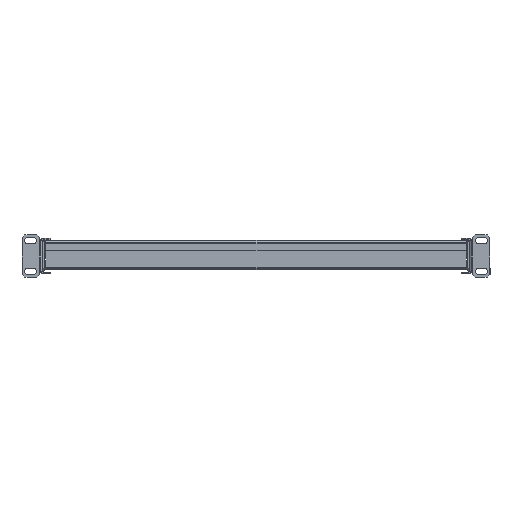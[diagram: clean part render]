
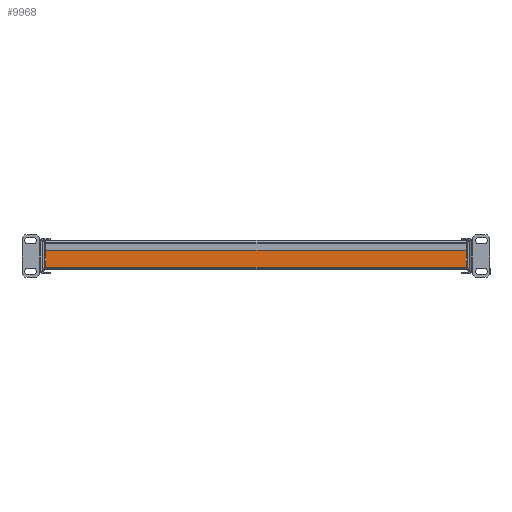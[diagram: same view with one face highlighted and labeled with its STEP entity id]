
A CAD part, left-side view. The second image highlights one B-rep face of the part: STEP entity #9968.
In plain terms, the highlighted planar face has unit normal (-1, 0, 0).
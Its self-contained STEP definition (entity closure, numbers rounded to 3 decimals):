
#1063 = CARTESIAN_POINT ( 'NONE',  ( 0., 434., -2.4 ) ) ;
#2584 = CARTESIAN_POINT ( 'NONE',  ( 0., 0., -28. ) ) ;
#3532 = LINE ( 'NONE', #21750, #9274 ) ;
#3894 = CARTESIAN_POINT ( 'NONE',  ( 0., 434., -28. ) ) ;
#4682 = EDGE_CURVE ( 'NONE', #20601, #13629, #13130, .T. ) ;
#5130 = CARTESIAN_POINT ( 'NONE',  ( 0., 0., -28. ) ) ;
#5972 = DIRECTION ( 'NONE',  ( 0., 0., 1. ) ) ;
#6300 = VERTEX_POINT ( 'NONE', #16197 ) ;
#6410 = ORIENTED_EDGE ( 'NONE', *, *, #4682, .T. ) ;
#6618 = PLANE ( 'NONE',  #6639 ) ;
#6639 = AXIS2_PLACEMENT_3D ( 'NONE', #15971, #28205, #13813 ) ;
#7066 = FACE_OUTER_BOUND ( 'NONE', #25992, .T. ) ;
#7374 = VECTOR ( 'NONE', #20700, 1000. ) ;
#7463 = VECTOR ( 'NONE', #11440, 1000. ) ;
#8917 = CARTESIAN_POINT ( 'NONE',  ( 0., 0., -2.4 ) ) ;
#9274 = VECTOR ( 'NONE', #5972, 1000. ) ;
#9968 = ADVANCED_FACE ( 'NONE', ( #7066 ), #6618, .F. ) ;
#10278 = ORIENTED_EDGE ( 'NONE', *, *, #29722, .F. ) ;
#11440 = DIRECTION ( 'NONE',  ( 0., 0., -1. ) ) ;
#13130 = LINE ( 'NONE', #22477, #7463 ) ;
#13629 = VERTEX_POINT ( 'NONE', #3894 ) ;
#13813 = DIRECTION ( 'NONE',  ( 0., 0., -1. ) ) ;
#13861 = DIRECTION ( 'NONE',  ( 0., -1., 0. ) ) ;
#14780 = ORIENTED_EDGE ( 'NONE', *, *, #28153, .T. ) ;
#14958 = VERTEX_POINT ( 'NONE', #2584 ) ;
#15971 = CARTESIAN_POINT ( 'NONE',  ( 0., 0., 0. ) ) ;
#16197 = CARTESIAN_POINT ( 'NONE',  ( 0., 0., -2.4 ) ) ;
#18255 = LINE ( 'NONE', #8917, #7374 ) ;
#20601 = VERTEX_POINT ( 'NONE', #1063 ) ;
#20700 = DIRECTION ( 'NONE',  ( 0., -1., 0. ) ) ;
#21750 = CARTESIAN_POINT ( 'NONE',  ( 0., 0., 0. ) ) ;
#22477 = CARTESIAN_POINT ( 'NONE',  ( 0., 434., 0. ) ) ;
#24989 = EDGE_CURVE ( 'NONE', #13629, #14958, #25498, .T. ) ;
#25152 = ORIENTED_EDGE ( 'NONE', *, *, #24989, .T. ) ;
#25498 = LINE ( 'NONE', #5130, #30294 ) ;
#25992 = EDGE_LOOP ( 'NONE', ( #10278, #6410, #25152, #14780 ) ) ;
#28153 = EDGE_CURVE ( 'NONE', #14958, #6300, #3532, .T. ) ;
#28205 = DIRECTION ( 'NONE',  ( 1., 0., 0. ) ) ;
#29722 = EDGE_CURVE ( 'NONE', #20601, #6300, #18255, .T. ) ;
#30294 = VECTOR ( 'NONE', #13861, 1000. ) ;
